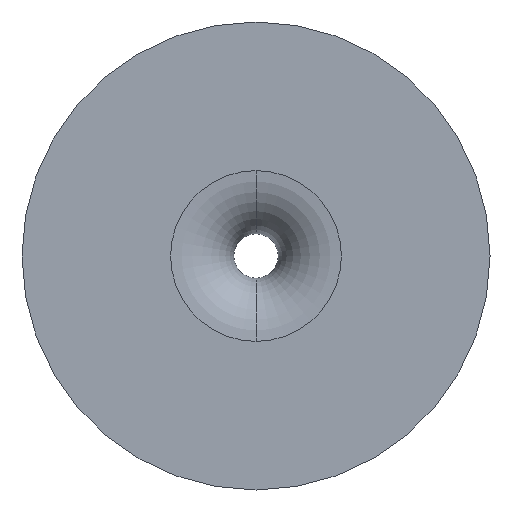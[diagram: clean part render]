
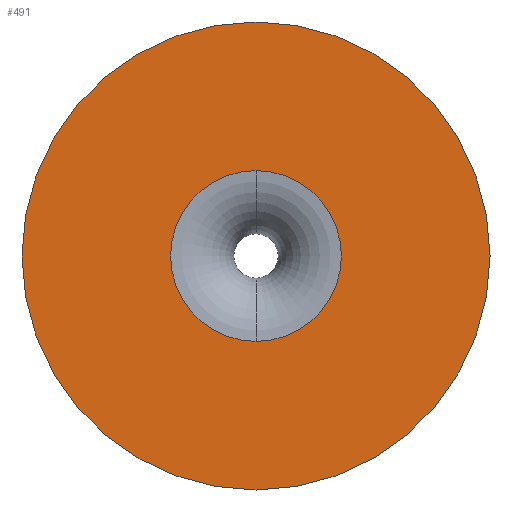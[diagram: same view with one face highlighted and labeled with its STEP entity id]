
A CAD part, front view. The second image highlights one B-rep face of the part: STEP entity #491.
In plain terms, the highlighted planar face has unit normal (0, -1, 0).
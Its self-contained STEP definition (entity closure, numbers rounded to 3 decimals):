
#65 = ORIENTED_EDGE ( 'NONE', *, *, #108, .T. ) ;
#72 = AXIS2_PLACEMENT_3D ( 'NONE', #132, #504, #266 ) ;
#75 = VERTEX_POINT ( 'NONE', #613 ) ;
#83 = ORIENTED_EDGE ( 'NONE', *, *, #609, .T. ) ;
#87 = CIRCLE ( 'NONE', #158, 6.75 ) ;
#92 = DIRECTION ( 'NONE',  ( 0., 0., -1. ) ) ;
#98 = AXIS2_PLACEMENT_3D ( 'NONE', #319, #506, #92 ) ;
#107 = CIRCLE ( 'NONE', #98, 6.75 ) ;
#108 = EDGE_CURVE ( 'NONE', #75, #253, #570, .T. ) ;
#132 = CARTESIAN_POINT ( 'NONE',  ( 0., -4., 0. ) ) ;
#136 = DIRECTION ( 'NONE',  ( 0., 0., -1. ) ) ;
#147 = DIRECTION ( 'NONE',  ( 0., -1., 0. ) ) ;
#158 = AXIS2_PLACEMENT_3D ( 'NONE', #345, #476, #474 ) ;
#159 = EDGE_LOOP ( 'NONE', ( #272, #83 ) ) ;
#185 = CARTESIAN_POINT ( 'NONE',  ( 0., -4., -18.5 ) ) ;
#199 = CARTESIAN_POINT ( 'NONE',  ( 0., -4., 0. ) ) ;
#205 = AXIS2_PLACEMENT_3D ( 'NONE', #563, #598, #136 ) ;
#233 = CARTESIAN_POINT ( 'NONE',  ( 0., -4., -6.75 ) ) ;
#239 = CARTESIAN_POINT ( 'NONE',  ( 0., -4., 6.75 ) ) ;
#243 = EDGE_LOOP ( 'NONE', ( #65, #323 ) ) ;
#253 = VERTEX_POINT ( 'NONE', #185 ) ;
#262 = FACE_BOUND ( 'NONE', #159, .T. ) ;
#266 = DIRECTION ( 'NONE',  ( 0., 0., -1. ) ) ;
#272 = ORIENTED_EDGE ( 'NONE', *, *, #337, .T. ) ;
#307 = VERTEX_POINT ( 'NONE', #233 ) ;
#319 = CARTESIAN_POINT ( 'NONE',  ( 0., -4., 0. ) ) ;
#323 = ORIENTED_EDGE ( 'NONE', *, *, #378, .T. ) ;
#337 = EDGE_CURVE ( 'NONE', #307, #373, #107, .T. ) ;
#340 = DIRECTION ( 'NONE',  ( 0., 0., -1. ) ) ;
#345 = CARTESIAN_POINT ( 'NONE',  ( 0., -4., 0. ) ) ;
#373 = VERTEX_POINT ( 'NONE', #239 ) ;
#378 = EDGE_CURVE ( 'NONE', #253, #75, #463, .T. ) ;
#457 = FACE_OUTER_BOUND ( 'NONE', #243, .T. ) ;
#463 = CIRCLE ( 'NONE', #528, 18.5 ) ;
#474 = DIRECTION ( 'NONE',  ( 0., 0., -1. ) ) ;
#476 = DIRECTION ( 'NONE',  ( 0., 1., 0. ) ) ;
#491 = ADVANCED_FACE ( 'NONE', ( #262, #457 ), #604, .T. ) ;
#504 = DIRECTION ( 'NONE',  ( 0., -1., 0. ) ) ;
#506 = DIRECTION ( 'NONE',  ( 0., 1., 0. ) ) ;
#528 = AXIS2_PLACEMENT_3D ( 'NONE', #199, #147, #340 ) ;
#563 = CARTESIAN_POINT ( 'NONE',  ( 0., -4., 0. ) ) ;
#570 = CIRCLE ( 'NONE', #205, 18.5 ) ;
#598 = DIRECTION ( 'NONE',  ( 0., -1., 0. ) ) ;
#604 = PLANE ( 'NONE',  #72 ) ;
#609 = EDGE_CURVE ( 'NONE', #373, #307, #87, .T. ) ;
#613 = CARTESIAN_POINT ( 'NONE',  ( 0., -4., 18.5 ) ) ;
